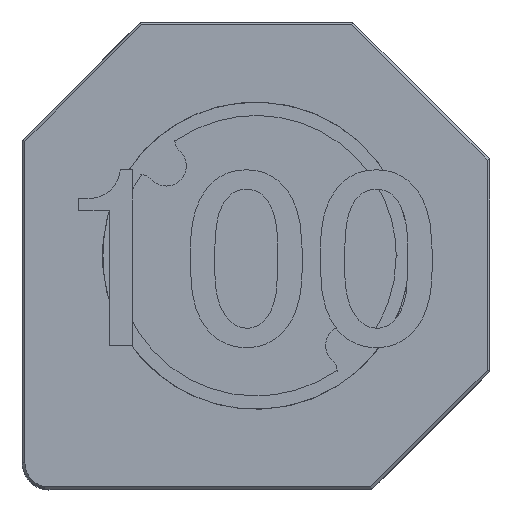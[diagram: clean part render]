
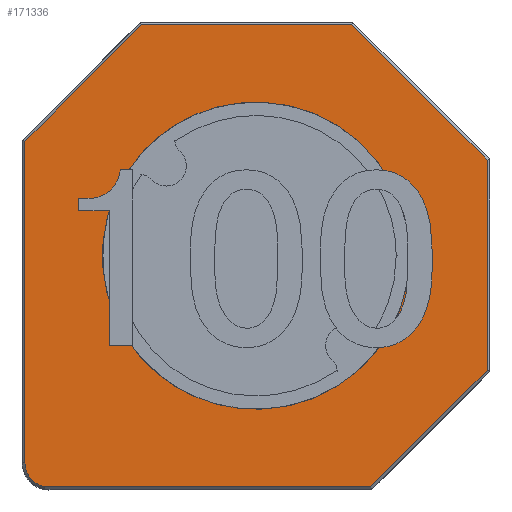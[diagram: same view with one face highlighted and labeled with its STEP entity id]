
A CAD part, top view. The second image highlights one B-rep face of the part: STEP entity #171336.
In plain terms, the highlighted free-form (B-spline) face has degree [1, 1] with [2, 2] control points.
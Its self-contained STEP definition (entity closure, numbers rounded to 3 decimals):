
#171237=CARTESIAN_POINT('',(-1.925,-1.925,2.6));
#171238=CARTESIAN_POINT('',(-1.925,1.925,2.6));
#171239=CARTESIAN_POINT('',(1.925,-1.925,2.6));
#171240=CARTESIAN_POINT('',(1.925,1.925,2.6));
#171241=B_SPLINE_SURFACE_WITH_KNOTS('',1,1,((#171237,#171238),(#171239,#171240)),.PLANE_SURF.,.F.,.F.,.U.,(2,2),(2,2),(0.,1.),(0.,1.),.UNSPECIFIED.);
#171242=CARTESIAN_POINT('',(-0.858,1.73,2.6));
#171243=VERTEX_POINT('',#171242);
#171244=CARTESIAN_POINT('',(-1.73,0.858,2.6));
#171245=VERTEX_POINT('',#171244);
#171246=CARTESIAN_POINT('',(-0.858,1.73,2.6));
#171247=CARTESIAN_POINT('',(-0.963,1.625,2.6));
#171248=CARTESIAN_POINT('',(-1.206,1.382,2.6));
#171249=CARTESIAN_POINT('',(-1.388,1.2,2.6));
#171250=CARTESIAN_POINT('',(-1.454,1.134,2.6));
#171251=CARTESIAN_POINT('',(-1.54,1.048,2.6));
#171252=CARTESIAN_POINT('',(-1.665,0.923,2.6));
#171253=CARTESIAN_POINT('',(-1.728,0.86,2.6));
#171254=CARTESIAN_POINT('',(-1.73,0.858,2.6));
#171255=B_SPLINE_CURVE_WITH_KNOTS('',2,(#171246,#171247,#171248,#171249,#171250,#171251,#171252,#171253,#171254),.UNSPECIFIED.,.F.,.U.,(3,1,1,1,1,1,1,3),(0.16,0.332,0.558,0.631,0.667,0.772,0.872,0.875),.UNSPECIFIED.);
#171256=EDGE_CURVE('',#171243,#171245,#171255,.T.);
#171257=ORIENTED_EDGE('',*,*,#171256,.T.);
#171258=CARTESIAN_POINT('',(-1.73,-1.55,2.6));
#171259=VERTEX_POINT('',#171258);
#171260=CARTESIAN_POINT('',(-1.73,0.858,2.6));
#171261=CARTESIAN_POINT('',(-1.73,-1.55,2.6));
#171262=B_SPLINE_CURVE_WITH_KNOTS('',1,(#171260,#171261),.POLYLINE_FORM.,.F.,.U.,(2,2),(0.35,0.975),.UNSPECIFIED.);
#171263=EDGE_CURVE('',#171245,#171259,#171262,.T.);
#171264=ORIENTED_EDGE('',*,*,#171263,.T.);
#171265=CARTESIAN_POINT('',(-1.592,-1.73,2.6));
#171266=VERTEX_POINT('',#171265);
#171267=CARTESIAN_POINT('',(-1.73,-1.55,2.6));
#171268=CARTESIAN_POINT('',(-1.73,-1.587,2.6));
#171269=CARTESIAN_POINT('',(-1.706,-1.644,2.6));
#171270=CARTESIAN_POINT('',(-1.673,-1.684,2.6));
#171271=CARTESIAN_POINT('',(-1.628,-1.713,2.6));
#171272=CARTESIAN_POINT('',(-1.598,-1.727,2.6));
#171273=CARTESIAN_POINT('',(-1.592,-1.73,2.6));
#171274=B_SPLINE_CURVE_WITH_KNOTS('',2,(#171267,#171268,#171269,#171270,#171271,#171272,#171273),.UNSPECIFIED.,.F.,.U.,(3,1,1,1,1,3),(0.,0.249,0.426,0.606,0.795,0.839),.UNSPECIFIED.);
#171275=EDGE_CURVE('',#171259,#171266,#171274,.T.);
#171276=ORIENTED_EDGE('',*,*,#171275,.T.);
#171277=CARTESIAN_POINT('',(0.858,-1.73,2.6));
#171278=VERTEX_POINT('',#171277);
#171279=CARTESIAN_POINT('',(-1.592,-1.73,2.6));
#171280=CARTESIAN_POINT('',(0.858,-1.73,2.6));
#171281=B_SPLINE_CURVE_WITH_KNOTS('',1,(#171279,#171280),.POLYLINE_FORM.,.F.,.U.,(2,2),(0.087,0.723),.UNSPECIFIED.);
#171282=EDGE_CURVE('',#171266,#171278,#171281,.T.);
#171283=ORIENTED_EDGE('',*,*,#171282,.T.);
#171284=CARTESIAN_POINT('',(1.73,-0.858,2.6));
#171285=VERTEX_POINT('',#171284);
#171286=CARTESIAN_POINT('',(0.858,-1.73,2.6));
#171287=CARTESIAN_POINT('',(0.86,-1.728,2.6));
#171288=CARTESIAN_POINT('',(0.923,-1.665,2.6));
#171289=CARTESIAN_POINT('',(1.048,-1.54,2.6));
#171290=CARTESIAN_POINT('',(1.134,-1.454,2.6));
#171291=CARTESIAN_POINT('',(1.2,-1.388,2.6));
#171292=CARTESIAN_POINT('',(1.382,-1.206,2.6));
#171293=CARTESIAN_POINT('',(1.625,-0.963,2.6));
#171294=CARTESIAN_POINT('',(1.73,-0.858,2.6));
#171295=B_SPLINE_CURVE_WITH_KNOTS('',2,(#171286,#171287,#171288,#171289,#171290,#171291,#171292,#171293,#171294),.UNSPECIFIED.,.F.,.U.,(3,1,1,1,1,1,1,3),(0.125,0.128,0.228,0.333,0.369,0.442,0.668,0.84),.UNSPECIFIED.);
#171296=EDGE_CURVE('',#171278,#171285,#171295,.T.);
#171297=ORIENTED_EDGE('',*,*,#171296,.T.);
#171298=CARTESIAN_POINT('',(1.73,0.717,2.6));
#171299=VERTEX_POINT('',#171298);
#171300=CARTESIAN_POINT('',(1.73,-0.858,2.6));
#171301=CARTESIAN_POINT('',(1.73,0.717,2.6));
#171302=B_SPLINE_CURVE_WITH_KNOTS('',1,(#171300,#171301),.POLYLINE_FORM.,.F.,.U.,(2,2),(0.277,0.686),.UNSPECIFIED.);
#171303=EDGE_CURVE('',#171285,#171299,#171302,.T.);
#171304=ORIENTED_EDGE('',*,*,#171303,.T.);
#171305=CARTESIAN_POINT('',(0.717,1.73,2.6));
#171306=VERTEX_POINT('',#171305);
#171307=CARTESIAN_POINT('',(1.73,0.717,2.6));
#171308=CARTESIAN_POINT('',(1.605,0.842,2.6));
#171309=CARTESIAN_POINT('',(1.223,1.223,2.6));
#171310=CARTESIAN_POINT('',(0.842,1.605,2.6));
#171311=CARTESIAN_POINT('',(0.717,1.73,2.6));
#171312=B_SPLINE_CURVE_WITH_KNOTS('',2,(#171307,#171308,#171309,#171310,#171311),.UNSPECIFIED.,.F.,.U.,(3,1,1,3),(0.139,0.317,0.683,0.861),.UNSPECIFIED.);
#171313=EDGE_CURVE('',#171299,#171306,#171312,.T.);
#171314=ORIENTED_EDGE('',*,*,#171313,.T.);
#171315=CARTESIAN_POINT('',(0.717,1.73,2.6));
#171316=CARTESIAN_POINT('',(-0.858,1.73,2.6));
#171317=B_SPLINE_CURVE_WITH_KNOTS('',1,(#171315,#171316),.POLYLINE_FORM.,.F.,.U.,(2,2),(0.314,0.723),.UNSPECIFIED.);
#171318=EDGE_CURVE('',#171306,#171243,#171317,.T.);
#171319=ORIENTED_EDGE('',*,*,#171318,.T.);
#171320=EDGE_LOOP('',(#171257,#171264,#171276,#171283,#171297,#171304,#171314,#171319));
#171321=FACE_OUTER_BOUND('',#171320,.T.);
#171322=CARTESIAN_POINT('',(1.15,0.,2.6));
#171323=VERTEX_POINT('',#171322);
#171324=CARTESIAN_POINT('',(1.15,0.,2.6));
#171325=CARTESIAN_POINT('',(1.15,-1.992,2.6));
#171326=CARTESIAN_POINT('',(-0.575,-0.996,2.6));
#171327=CARTESIAN_POINT('',(-2.3,0.,2.6));
#171328=CARTESIAN_POINT('',(-0.575,0.996,2.6));
#171329=CARTESIAN_POINT('',(1.15,1.992,2.6));
#171330=CARTESIAN_POINT('',(1.15,0.,2.6));
#171331=(BOUNDED_CURVE()B_SPLINE_CURVE(2,(#171324,#171325,#171326,#171327,#171328,#171329,#171330),.CIRCULAR_ARC.,.T.,.U.)B_SPLINE_CURVE_WITH_KNOTS((3,2,2,3),(0.,0.333,0.667,1.),.UNSPECIFIED.)CURVE()GEOMETRIC_REPRESENTATION_ITEM()RATIONAL_B_SPLINE_CURVE((1.,0.5,1.,0.5,1.,0.5,1.))REPRESENTATION_ITEM(''));
#171332=EDGE_CURVE('',#171323,#171323,#171331,.T.);
#171333=ORIENTED_EDGE('',*,*,#171332,.T.);
#171334=EDGE_LOOP('',(#171333));
#171335=FACE_BOUND('',#171334,.T.);
#171336=ADVANCED_FACE('',(#171321,#171335),#171241,.T.);
